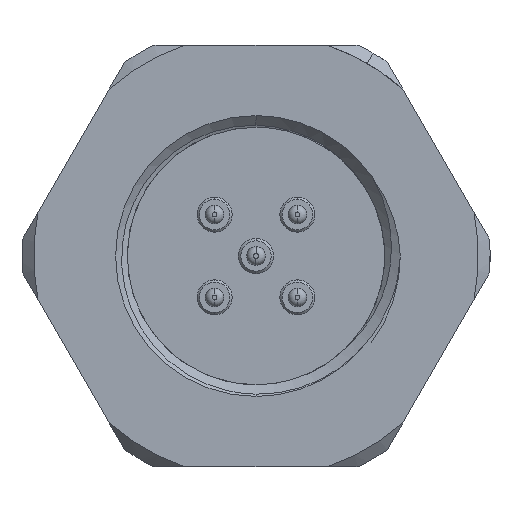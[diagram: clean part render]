
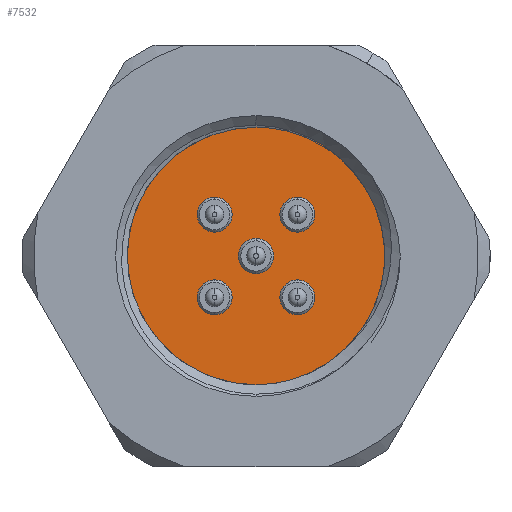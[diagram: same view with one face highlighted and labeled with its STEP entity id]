
A CAD part, left-side view. The second image highlights one B-rep face of the part: STEP entity #7532.
In plain terms, the highlighted face is planar.
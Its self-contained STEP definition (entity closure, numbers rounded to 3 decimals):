
#101 = DIRECTION ( 'NONE',  ( 0., 0., -1. ) ) ;
#233 = EDGE_CURVE ( 'NONE', #3788, #21669, #21217, .T. ) ;
#337 = FACE_BOUND ( 'NONE', #15508, .T. ) ;
#415 = EDGE_LOOP ( 'NONE', ( #3988, #5434 ) ) ;
#617 = CARTESIAN_POINT ( 'NONE',  ( 9.25, -1.768, 1.018 ) ) ;
#634 = AXIS2_PLACEMENT_3D ( 'NONE', #20907, #17311, #8255 ) ;
#715 = DIRECTION ( 'NONE',  ( 0., 0., -1. ) ) ;
#749 = EDGE_LOOP ( 'NONE', ( #15857, #2700 ) ) ;
#1073 = EDGE_CURVE ( 'NONE', #5594, #21090, #10295, .T. ) ;
#1573 = AXIS2_PLACEMENT_3D ( 'NONE', #10655, #5344, #21685 ) ;
#2174 = DIRECTION ( 'NONE',  ( 0., 0., -1. ) ) ;
#2315 = CARTESIAN_POINT ( 'NONE',  ( 9.25, -1.768, -2.518 ) ) ;
#2700 = ORIENTED_EDGE ( 'NONE', *, *, #21551, .T. ) ;
#3007 = AXIS2_PLACEMENT_3D ( 'NONE', #22133, #20325, #9622 ) ;
#3118 = AXIS2_PLACEMENT_3D ( 'NONE', #14642, #17942, #101 ) ;
#3264 = ORIENTED_EDGE ( 'NONE', *, *, #13040, .F. ) ;
#3373 = VERTEX_POINT ( 'NONE', #19374 ) ;
#3672 = CIRCLE ( 'NONE', #18985, 0.75 ) ;
#3771 = CARTESIAN_POINT ( 'NONE',  ( 9.25, 0., 0.75 ) ) ;
#3788 = VERTEX_POINT ( 'NONE', #7199 ) ;
#3812 = DIRECTION ( 'NONE',  ( 1., 0., 0. ) ) ;
#3988 = ORIENTED_EDGE ( 'NONE', *, *, #22457, .F. ) ;
#4009 = DIRECTION ( 'NONE',  ( 0., 0., -1. ) ) ;
#4804 = CARTESIAN_POINT ( 'NONE',  ( 9.25, 1.768, -1.018 ) ) ;
#4935 = CIRCLE ( 'NONE', #15014, 0.75 ) ;
#4976 = AXIS2_PLACEMENT_3D ( 'NONE', #16846, #9730, #715 ) ;
#5030 = CIRCLE ( 'NONE', #15404, 0.75 ) ;
#5193 = EDGE_LOOP ( 'NONE', ( #15459, #9515 ) ) ;
#5344 = DIRECTION ( 'NONE',  ( 1., 0., 0. ) ) ;
#5434 = ORIENTED_EDGE ( 'NONE', *, *, #9021, .F. ) ;
#5475 = PLANE ( 'NONE',  #20909 ) ;
#5594 = VERTEX_POINT ( 'NONE', #9531 ) ;
#6155 = VERTEX_POINT ( 'NONE', #14235 ) ;
#6496 = CIRCLE ( 'NONE', #1573, 6. ) ;
#6828 = VERTEX_POINT ( 'NONE', #2315 ) ;
#6830 = CARTESIAN_POINT ( 'NONE',  ( 9.25, 1.768, 1.768 ) ) ;
#6882 = DIRECTION ( 'NONE',  ( 0., 0., -1. ) ) ;
#6981 = DIRECTION ( 'NONE',  ( 1., 0., 0. ) ) ;
#7060 = DIRECTION ( 'NONE',  ( -1., 0., 0. ) ) ;
#7143 = EDGE_CURVE ( 'NONE', #20691, #3373, #3672, .T. ) ;
#7199 = CARTESIAN_POINT ( 'NONE',  ( 9.25, 1.768, -2.518 ) ) ;
#7280 = ORIENTED_EDGE ( 'NONE', *, *, #7143, .F. ) ;
#7313 = CIRCLE ( 'NONE', #11170, 0.75 ) ;
#7448 = ORIENTED_EDGE ( 'NONE', *, *, #20748, .F. ) ;
#7532 = ADVANCED_FACE ( 'NONE', ( #337, #9003, #9591, #13497, #8734, #21894 ), #5475, .F. ) ;
#8255 = DIRECTION ( 'NONE',  ( 0., 0., -1. ) ) ;
#8532 = EDGE_CURVE ( 'NONE', #22672, #6155, #6496, .T. ) ;
#8626 = EDGE_LOOP ( 'NONE', ( #9357, #22914 ) ) ;
#8734 = FACE_BOUND ( 'NONE', #9946, .T. ) ;
#8784 = VERTEX_POINT ( 'NONE', #17747 ) ;
#9003 = FACE_BOUND ( 'NONE', #5193, .T. ) ;
#9021 = EDGE_CURVE ( 'NONE', #11320, #6828, #12331, .T. ) ;
#9092 = DIRECTION ( 'NONE',  ( 1., 0., 0. ) ) ;
#9185 = AXIS2_PLACEMENT_3D ( 'NONE', #15628, #13888, #6882 ) ;
#9229 = DIRECTION ( 'NONE',  ( 0., 0., -1. ) ) ;
#9357 = ORIENTED_EDGE ( 'NONE', *, *, #233, .F. ) ;
#9487 = EDGE_CURVE ( 'NONE', #21090, #5594, #7313, .T. ) ;
#9515 = ORIENTED_EDGE ( 'NONE', *, *, #1073, .F. ) ;
#9531 = CARTESIAN_POINT ( 'NONE',  ( 9.25, -1.768, 2.518 ) ) ;
#9591 = FACE_BOUND ( 'NONE', #415, .T. ) ;
#9622 = DIRECTION ( 'NONE',  ( 0., 0., -1. ) ) ;
#9730 = DIRECTION ( 'NONE',  ( 1., 0., 0. ) ) ;
#9946 = EDGE_LOOP ( 'NONE', ( #7448, #7280 ) ) ;
#10295 = CIRCLE ( 'NONE', #9185, 0.75 ) ;
#10655 = CARTESIAN_POINT ( 'NONE',  ( 9.25, 0., 0. ) ) ;
#10776 = EDGE_CURVE ( 'NONE', #21669, #3788, #5030, .T. ) ;
#10816 = ORIENTED_EDGE ( 'NONE', *, *, #20255, .F. ) ;
#10876 = DIRECTION ( 'NONE',  ( 0., 0., -1. ) ) ;
#11170 = AXIS2_PLACEMENT_3D ( 'NONE', #14919, #11566, #18465 ) ;
#11202 = CARTESIAN_POINT ( 'NONE',  ( 9.25, -1.768, -1.768 ) ) ;
#11320 = VERTEX_POINT ( 'NONE', #17048 ) ;
#11489 = CIRCLE ( 'NONE', #3118, 0.75 ) ;
#11566 = DIRECTION ( 'NONE',  ( 1., 0., 0. ) ) ;
#12331 = CIRCLE ( 'NONE', #18392, 0.75 ) ;
#12670 = DIRECTION ( 'NONE',  ( 0., 0., 1. ) ) ;
#12987 = VERTEX_POINT ( 'NONE', #3771 ) ;
#13040 = EDGE_CURVE ( 'NONE', #12987, #8784, #11489, .T. ) ;
#13497 = FACE_BOUND ( 'NONE', #8626, .T. ) ;
#13888 = DIRECTION ( 'NONE',  ( 1., 0., 0. ) ) ;
#13976 = CARTESIAN_POINT ( 'NONE',  ( 9.25, 1.768, 2.518 ) ) ;
#14235 = CARTESIAN_POINT ( 'NONE',  ( 9.25, 0., 6. ) ) ;
#14642 = CARTESIAN_POINT ( 'NONE',  ( 9.25, 0., 0. ) ) ;
#14804 = DIRECTION ( 'NONE',  ( 1., 0., 0. ) ) ;
#14919 = CARTESIAN_POINT ( 'NONE',  ( 9.25, -1.768, 1.768 ) ) ;
#15014 = AXIS2_PLACEMENT_3D ( 'NONE', #19775, #21580, #9229 ) ;
#15404 = AXIS2_PLACEMENT_3D ( 'NONE', #16183, #3812, #2174 ) ;
#15459 = ORIENTED_EDGE ( 'NONE', *, *, #9487, .F. ) ;
#15508 = EDGE_LOOP ( 'NONE', ( #10816, #3264 ) ) ;
#15536 = CIRCLE ( 'NONE', #634, 6. ) ;
#15628 = CARTESIAN_POINT ( 'NONE',  ( 9.25, -1.768, 1.768 ) ) ;
#15857 = ORIENTED_EDGE ( 'NONE', *, *, #8532, .T. ) ;
#16183 = CARTESIAN_POINT ( 'NONE',  ( 9.25, 1.768, -1.768 ) ) ;
#16846 = CARTESIAN_POINT ( 'NONE',  ( 9.25, 0., 0. ) ) ;
#17048 = CARTESIAN_POINT ( 'NONE',  ( 9.25, -1.768, -1.018 ) ) ;
#17311 = DIRECTION ( 'NONE',  ( 1., 0., 0. ) ) ;
#17747 = CARTESIAN_POINT ( 'NONE',  ( 9.25, 0., -0.75 ) ) ;
#17798 = CIRCLE ( 'NONE', #4976, 0.75 ) ;
#17942 = DIRECTION ( 'NONE',  ( 1., 0., 0. ) ) ;
#18392 = AXIS2_PLACEMENT_3D ( 'NONE', #19723, #9092, #10876 ) ;
#18465 = DIRECTION ( 'NONE',  ( 0., 0., -1. ) ) ;
#18985 = AXIS2_PLACEMENT_3D ( 'NONE', #6830, #6981, #19329 ) ;
#19329 = DIRECTION ( 'NONE',  ( 0., 0., -1. ) ) ;
#19374 = CARTESIAN_POINT ( 'NONE',  ( 9.25, 1.768, 1.018 ) ) ;
#19626 = CARTESIAN_POINT ( 'NONE',  ( 9.25, 4.5, 0. ) ) ;
#19723 = CARTESIAN_POINT ( 'NONE',  ( 9.25, -1.768, -1.768 ) ) ;
#19775 = CARTESIAN_POINT ( 'NONE',  ( 9.25, 1.768, 1.768 ) ) ;
#19962 = CARTESIAN_POINT ( 'NONE',  ( 9.25, 0., -6. ) ) ;
#20255 = EDGE_CURVE ( 'NONE', #8784, #12987, #17798, .T. ) ;
#20295 = CIRCLE ( 'NONE', #21627, 0.75 ) ;
#20325 = DIRECTION ( 'NONE',  ( 1., 0., 0. ) ) ;
#20691 = VERTEX_POINT ( 'NONE', #13976 ) ;
#20748 = EDGE_CURVE ( 'NONE', #3373, #20691, #4935, .T. ) ;
#20907 = CARTESIAN_POINT ( 'NONE',  ( 9.25, 0., 0. ) ) ;
#20909 = AXIS2_PLACEMENT_3D ( 'NONE', #19626, #7060, #12670 ) ;
#21090 = VERTEX_POINT ( 'NONE', #617 ) ;
#21217 = CIRCLE ( 'NONE', #3007, 0.75 ) ;
#21551 = EDGE_CURVE ( 'NONE', #6155, #22672, #15536, .T. ) ;
#21580 = DIRECTION ( 'NONE',  ( 1., 0., 0. ) ) ;
#21627 = AXIS2_PLACEMENT_3D ( 'NONE', #11202, #14804, #4009 ) ;
#21669 = VERTEX_POINT ( 'NONE', #4804 ) ;
#21685 = DIRECTION ( 'NONE',  ( 0., 0., -1. ) ) ;
#21894 = FACE_OUTER_BOUND ( 'NONE', #749, .T. ) ;
#22133 = CARTESIAN_POINT ( 'NONE',  ( 9.25, 1.768, -1.768 ) ) ;
#22457 = EDGE_CURVE ( 'NONE', #6828, #11320, #20295, .T. ) ;
#22672 = VERTEX_POINT ( 'NONE', #19962 ) ;
#22914 = ORIENTED_EDGE ( 'NONE', *, *, #10776, .F. ) ;
